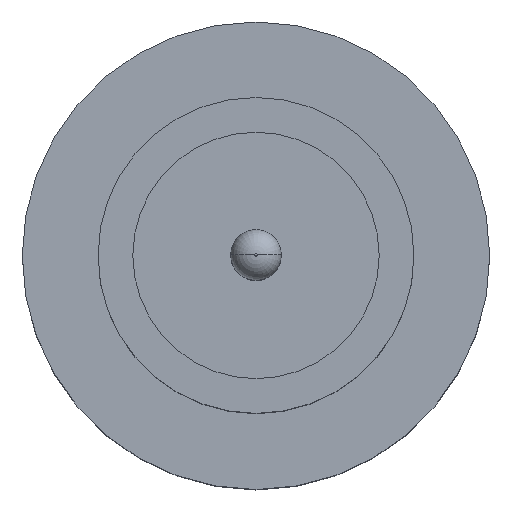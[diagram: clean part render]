
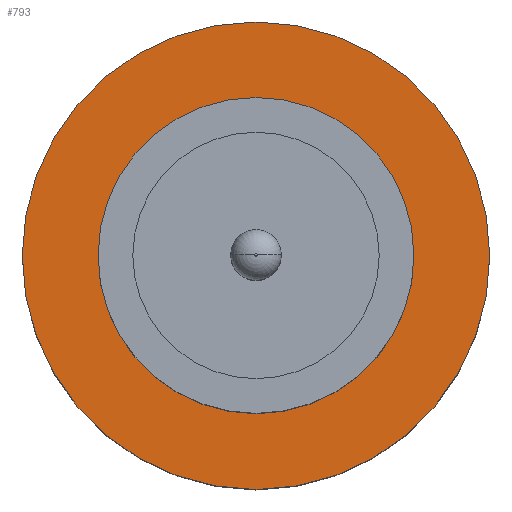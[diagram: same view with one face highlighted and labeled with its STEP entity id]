
A CAD part, top view. The second image highlights one B-rep face of the part: STEP entity #793.
In plain terms, the highlighted planar face has unit normal (0, 0, 1).
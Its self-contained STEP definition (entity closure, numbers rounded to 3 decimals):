
#43 = DIRECTION ( 'NONE',  ( 0., 0., 1. ) ) ;
#74 = EDGE_CURVE ( 'NONE', #436, #251, #143, .T. ) ;
#86 = DIRECTION ( 'NONE',  ( 1., 0., 0. ) ) ;
#88 = CIRCLE ( 'NONE', #408, 1.25 ) ;
#92 = AXIS2_PLACEMENT_3D ( 'NONE', #501, #199, #195 ) ;
#121 = EDGE_CURVE ( 'NONE', #252, #333, #714, .T. ) ;
#143 = CIRCLE ( 'NONE', #623, 1.25 ) ;
#159 = AXIS2_PLACEMENT_3D ( 'NONE', #384, #536, #461 ) ;
#195 = DIRECTION ( 'NONE',  ( 1., 0., 0. ) ) ;
#199 = DIRECTION ( 'NONE',  ( 0., 0., 1. ) ) ;
#227 = CARTESIAN_POINT ( 'NONE',  ( 0., 0., 1.55 ) ) ;
#235 = FACE_BOUND ( 'NONE', #500, .T. ) ;
#251 = VERTEX_POINT ( 'NONE', #478 ) ;
#252 = VERTEX_POINT ( 'NONE', #676 ) ;
#263 = ORIENTED_EDGE ( 'NONE', *, *, #864, .T. ) ;
#301 = ORIENTED_EDGE ( 'NONE', *, *, #487, .F. ) ;
#302 = DIRECTION ( 'NONE',  ( 1., 0., 0. ) ) ;
#333 = VERTEX_POINT ( 'NONE', #567 ) ;
#384 = CARTESIAN_POINT ( 'NONE',  ( 0., 0., 1.55 ) ) ;
#408 = AXIS2_PLACEMENT_3D ( 'NONE', #227, #851, #86 ) ;
#411 = CARTESIAN_POINT ( 'NONE',  ( 0., 0., 1.55 ) ) ;
#417 = CARTESIAN_POINT ( 'NONE',  ( 1.25, 0., 1.55 ) ) ;
#436 = VERTEX_POINT ( 'NONE', #417 ) ;
#453 = DIRECTION ( 'NONE',  ( 0., 0., 1. ) ) ;
#461 = DIRECTION ( 'NONE',  ( 1., 0., 0. ) ) ;
#477 = PLANE ( 'NONE',  #810 ) ;
#478 = CARTESIAN_POINT ( 'NONE',  ( -1.25, 0., 1.55 ) ) ;
#487 = EDGE_CURVE ( 'NONE', #251, #436, #88, .T. ) ;
#500 = EDGE_LOOP ( 'NONE', ( #738, #301 ) ) ;
#501 = CARTESIAN_POINT ( 'NONE',  ( 0., 0., 1.55 ) ) ;
#536 = DIRECTION ( 'NONE',  ( 0., 0., 1. ) ) ;
#567 = CARTESIAN_POINT ( 'NONE',  ( 1.85, 0., 1.55 ) ) ;
#596 = CARTESIAN_POINT ( 'NONE',  ( 0., 0., 1.55 ) ) ;
#623 = AXIS2_PLACEMENT_3D ( 'NONE', #596, #453, #302 ) ;
#676 = CARTESIAN_POINT ( 'NONE',  ( -1.85, 0., 1.55 ) ) ;
#714 = CIRCLE ( 'NONE', #159, 1.85 ) ;
#738 = ORIENTED_EDGE ( 'NONE', *, *, #74, .F. ) ;
#745 = DIRECTION ( 'NONE',  ( 1., 0., 0. ) ) ;
#793 = ADVANCED_FACE ( 'NONE', ( #235, #877 ), #477, .T. ) ;
#810 = AXIS2_PLACEMENT_3D ( 'NONE', #411, #43, #745 ) ;
#824 = CIRCLE ( 'NONE', #92, 1.85 ) ;
#851 = DIRECTION ( 'NONE',  ( 0., 0., 1. ) ) ;
#864 = EDGE_CURVE ( 'NONE', #333, #252, #824, .T. ) ;
#877 = FACE_OUTER_BOUND ( 'NONE', #878, .T. ) ;
#878 = EDGE_LOOP ( 'NONE', ( #903, #263 ) ) ;
#903 = ORIENTED_EDGE ( 'NONE', *, *, #121, .T. ) ;
